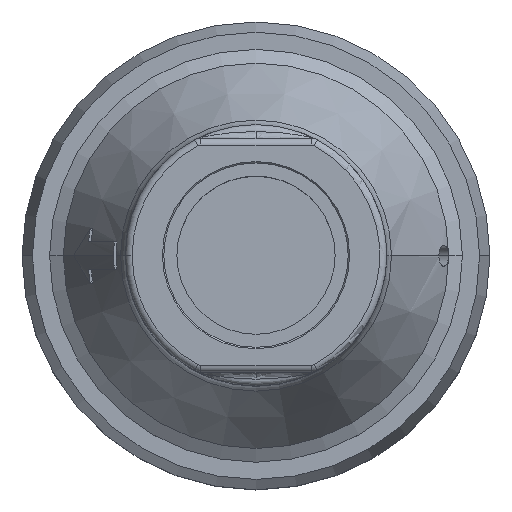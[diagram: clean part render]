
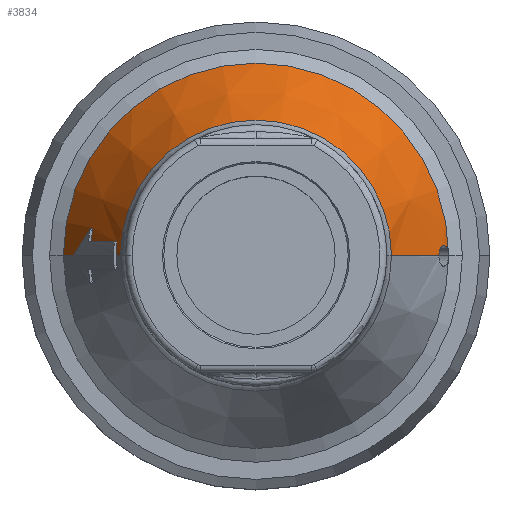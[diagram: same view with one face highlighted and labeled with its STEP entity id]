
A CAD part, top view. The second image highlights one B-rep face of the part: STEP entity #3834.
In plain terms, the highlighted conical face has half-angle 27.897 degrees and reference radius 14 mm.
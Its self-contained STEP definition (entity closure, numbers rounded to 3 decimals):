
#25 = B_SPLINE_CURVE_WITH_KNOTS ( 'NONE', 3,
 ( #3198, #3563, #112, #1147, #2877, #4330, #70, #1460, #1405, #3831 ),
 .UNSPECIFIED., .F., .F.,
 ( 4, 2, 2, 2, 4 ),
 ( 0.001, 0.001, 0.002, 0.002, 0.003 ),
 .UNSPECIFIED. ) ;
#70 = CARTESIAN_POINT ( 'NONE',  ( 13.819, 0.67, 1.313 ) ) ;
#112 = CARTESIAN_POINT ( 'NONE',  ( 13.327, 0.393, 2.261 ) ) ;
#415 = VECTOR ( 'NONE', #2322, 1000. ) ;
#589 = CARTESIAN_POINT ( 'NONE',  ( -12.297, 1.367, 4.112 ) ) ;
#605 = VERTEX_POINT ( 'NONE', #1989 ) ;
#609 = CARTESIAN_POINT ( 'NONE',  ( -11.356, 1., 5.912 ) ) ;
#657 = CARTESIAN_POINT ( 'NONE',  ( -10.736, 1., 7.079 ) ) ;
#874 = AXIS2_PLACEMENT_3D ( 'NONE', #3489, #2068, #2424 ) ;
#966 = EDGE_CURVE ( 'NONE', #605, #3674, #2653, .T. ) ;
#989 = CARTESIAN_POINT ( 'NONE',  ( 14., 0., 1. ) ) ;
#1052 = CARTESIAN_POINT ( 'NONE',  ( 14., 0., 1. ) ) ;
#1103 = CIRCLE ( 'NONE', #3057, 9.849 ) ;
#1147 = CARTESIAN_POINT ( 'NONE',  ( 13.451, 0.67, 2.007 ) ) ;
#1172 = CIRCLE ( 'NONE', #2970, 10.164 ) ;
#1200 = LINE ( 'NONE', #2930, #3017 ) ;
#1276 = DIRECTION ( 'NONE',  ( 1., 0., 0. ) ) ;
#1331 = CARTESIAN_POINT ( 'NONE',  ( -11.976, 1., 4.745 ) ) ;
#1405 = CARTESIAN_POINT ( 'NONE',  ( 14., 0.198, 1. ) ) ;
#1439 = VECTOR ( 'NONE', #2418, 1000. ) ;
#1460 = CARTESIAN_POINT ( 'NONE',  ( 13.958, 0.393, 1.07 ) ) ;
#1559 = EDGE_CURVE ( 'NONE', #2826, #1625, #1200, .T. ) ;
#1576 = CARTESIAN_POINT ( 'NONE',  ( -11.976, 1., 4.745 ) ) ;
#1590 = DIRECTION ( 'NONE',  ( 0., 0., 1. ) ) ;
#1598 = EDGE_CURVE ( 'Defeature ausgef�hrt1_40+Defeature ausgef�hrt1_37+Defeature ausgef�hrt1_38+Defeature ausgef�hrt1_32', #2826, #4257, #2272, .T. ) ;
#1625 = VERTEX_POINT ( 'NONE', #2271 ) ;
#1654 = ORIENTED_EDGE ( 'NONE', *, *, #2992, .T. ) ;
#1669 = CARTESIAN_POINT ( 'NONE',  ( 0., 0., 8.245 ) ) ;
#1711 = CARTESIAN_POINT ( 'NONE',  ( 0., 0., 1. ) ) ;
#1735 = CARTESIAN_POINT ( 'NONE',  ( -11.85, 2., 4.745 ) ) ;
#1742 = CARTESIAN_POINT ( 'NONE',  ( -10.164, 0., 8.245 ) ) ;
#1790 = ORIENTED_EDGE ( 'NONE', *, *, #4196, .T. ) ;
#1989 = CARTESIAN_POINT ( 'NONE',  ( -9.849, 0., 8.841 ) ) ;
#2015 = VERTEX_POINT ( 'NONE', #1576 ) ;
#2027 = CARTESIAN_POINT ( 'NONE',  ( 13.293, 0., 2.336 ) ) ;
#2068 = DIRECTION ( 'NONE',  ( 0., 0., 1. ) ) ;
#2165 = CARTESIAN_POINT ( 'NONE',  ( 9.849, 0., 8.841 ) ) ;
#2271 = CARTESIAN_POINT ( 'NONE',  ( -14., 0., 1. ) ) ;
#2272 =( BOUNDED_CURVE ( )  B_SPLINE_CURVE ( 3, ( #3056, #3726, #589, #2650 ),
 .UNSPECIFIED., .F., .T. ) 
 B_SPLINE_CURVE_WITH_KNOTS ( ( 4, 4 ),
 ( 2.129, 2.265 ),
 .UNSPECIFIED. ) 
 CURVE ( )  GEOMETRIC_REPRESENTATION_ITEM ( )  RATIONAL_B_SPLINE_CURVE ( ( 1., 0.998, 0.998, 1. ) ) 
 REPRESENTATION_ITEM ( '' )  );
#2322 = DIRECTION ( 'NONE',  ( -0.468, 0., -0.884 ) ) ;
#2332 = ORIENTED_EDGE ( 'NONE', *, *, #1559, .F. ) ;
#2343 = CARTESIAN_POINT ( 'NONE',  ( -14., 0., 1. ) ) ;
#2351 = CARTESIAN_POINT ( 'NONE',  ( -13.076, 0., 2.745 ) ) ;
#2396 = VERTEX_POINT ( 'NONE', #2027 ) ;
#2418 = DIRECTION ( 'NONE',  ( 0.468, 0., -0.884 ) ) ;
#2424 = DIRECTION ( 'NONE',  ( 1., 0., 0. ) ) ;
#2450 = EDGE_LOOP ( 'NONE', ( #2993, #2850, #1790, #2697, #2332, #4536, #4086, #1654, #3376, #2712 ) ) ;
#2650 = CARTESIAN_POINT ( 'NONE',  ( -11.85, 2., 4.745 ) ) ;
#2653 = LINE ( 'NONE', #2343, #415 ) ;
#2668 = CIRCLE ( 'NONE', #874, 12.017 ) ;
#2673 = LINE ( 'NONE', #1052, #1439 ) ;
#2697 = ORIENTED_EDGE ( 'NONE', *, *, #4219, .T. ) ;
#2701 = DIRECTION ( 'NONE',  ( 0., 0., -1. ) ) ;
#2712 = ORIENTED_EDGE ( 'NONE', *, *, #966, .F. ) ;
#2776 = DIRECTION ( 'NONE',  ( 0., 0., 1. ) ) ;
#2806 = CONICAL_SURFACE ( 'NONE', #4391, 14., 0.487 ) ;
#2811 = EDGE_CURVE ( 'Defeature ausgef�hrt1_40+Defeature ausgef�hrt1_34+Defeature ausgef�hrt1_33+Defeature ausgef�hrt1_35', #4210, #3674, #1172, .T. ) ;
#2826 = VERTEX_POINT ( 'NONE', #2351 ) ;
#2841 = DIRECTION ( 'NONE',  ( 1., 0., 0. ) ) ;
#2850 = ORIENTED_EDGE ( 'NONE', *, *, #3020, .T. ) ;
#2877 = CARTESIAN_POINT ( 'NONE',  ( 13.539, 0.75, 1.832 ) ) ;
#2890 = AXIS2_PLACEMENT_3D ( 'NONE', #1711, #2776, #2841 ) ;
#2930 = CARTESIAN_POINT ( 'NONE',  ( -14., 0., 1. ) ) ;
#2970 = AXIS2_PLACEMENT_3D ( 'NONE', #1669, #1590, #1276 ) ;
#2992 = EDGE_CURVE ( 'Defeature ausgef�hrt1_40+Defeature ausgef�hrt1_33+Defeature ausgef�hrt1_32+Defeature ausgef�hrt1_34', #2015, #4210, #3333, .T. ) ;
#2993 = ORIENTED_EDGE ( 'NONE', *, *, #3962, .T. ) ;
#3002 = VERTEX_POINT ( 'NONE', #989 ) ;
#3017 = VECTOR ( 'NONE', #4371, 1000. ) ;
#3020 = EDGE_CURVE ( 'NONE', #4497, #2396, #2673, .T. ) ;
#3056 = CARTESIAN_POINT ( 'NONE',  ( -13.076, 0., 2.745 ) ) ;
#3057 = AXIS2_PLACEMENT_3D ( 'NONE', #3403, #2701, #4145 ) ;
#3124 = CIRCLE ( 'NONE', #2890, 14. ) ;
#3198 = CARTESIAN_POINT ( 'NONE',  ( 13.293, 0., 2.336 ) ) ;
#3233 = DIRECTION ( 'NONE',  ( 0., 0., -1. ) ) ;
#3333 = B_SPLINE_CURVE_WITH_KNOTS ( 'NONE', 3,
 ( #1331, #609, #657, #3417 ),
 .UNSPECIFIED., .F., .F.,
 ( 4, 4 ),
 ( 0.006, 0.01 ),
 .UNSPECIFIED. ) ;
#3376 = ORIENTED_EDGE ( 'NONE', *, *, #2811, .T. ) ;
#3403 = CARTESIAN_POINT ( 'NONE',  ( 0., 0., 8.841 ) ) ;
#3417 = CARTESIAN_POINT ( 'NONE',  ( -10.115, 1., 8.245 ) ) ;
#3489 = CARTESIAN_POINT ( 'NONE',  ( 0., 0., 4.745 ) ) ;
#3563 = CARTESIAN_POINT ( 'NONE',  ( 13.293, 0.197, 2.336 ) ) ;
#3616 = DIRECTION ( 'NONE',  ( -1., 0., 0. ) ) ;
#3674 = VERTEX_POINT ( 'NONE', #1742 ) ;
#3726 = CARTESIAN_POINT ( 'NONE',  ( -12.706, 0.699, 3.444 ) ) ;
#3831 = CARTESIAN_POINT ( 'NONE',  ( 14., 0., 1. ) ) ;
#3834 = ADVANCED_FACE ( 'Defeature ausgef�hrt1_40', ( #3906 ), #2806, .T. ) ;
#3853 = CARTESIAN_POINT ( 'NONE',  ( 0., 0., 1. ) ) ;
#3906 = FACE_OUTER_BOUND ( 'NONE', #2450, .T. ) ;
#3962 = EDGE_CURVE ( 'Defeature ausgef�hrt1_40+Defeature ausgef�hrt1_45+Defeature ausgef�hrt1_45+Defeature ausgef�hrt1_45', #605, #4497, #1103, .T. ) ;
#4078 = EDGE_CURVE ( 'Defeature ausgef�hrt1_40+Defeature ausgef�hrt1_32+Defeature ausgef�hrt1_37+Defeature ausgef�hrt1_33', #4257, #2015, #2668, .T. ) ;
#4086 = ORIENTED_EDGE ( 'NONE', *, *, #4078, .T. ) ;
#4145 = DIRECTION ( 'NONE',  ( -1., 0., 0. ) ) ;
#4196 = EDGE_CURVE ( 'Defeature ausgef�hrt1_40+Defeature ausgef�hrt1_31+Defeature ausgef�hrt1_39+Defeature ausgef�hrt1_39', #2396, #3002, #25, .T. ) ;
#4210 = VERTEX_POINT ( 'NONE', #4275 ) ;
#4219 = EDGE_CURVE ( 'Defeature ausgef�hrt1_40+Defeature ausgef�hrt1_39+Defeature ausgef�hrt1_31+Defeature ausgef�hrt1_31', #3002, #1625, #3124, .T. ) ;
#4257 = VERTEX_POINT ( 'NONE', #1735 ) ;
#4275 = CARTESIAN_POINT ( 'NONE',  ( -10.115, 1., 8.245 ) ) ;
#4330 = CARTESIAN_POINT ( 'NONE',  ( 13.723, 0.75, 1.485 ) ) ;
#4371 = DIRECTION ( 'NONE',  ( -0.468, 0., -0.884 ) ) ;
#4391 = AXIS2_PLACEMENT_3D ( 'NONE', #3853, #3233, #3616 ) ;
#4497 = VERTEX_POINT ( 'NONE', #2165 ) ;
#4536 = ORIENTED_EDGE ( 'NONE', *, *, #1598, .T. ) ;
